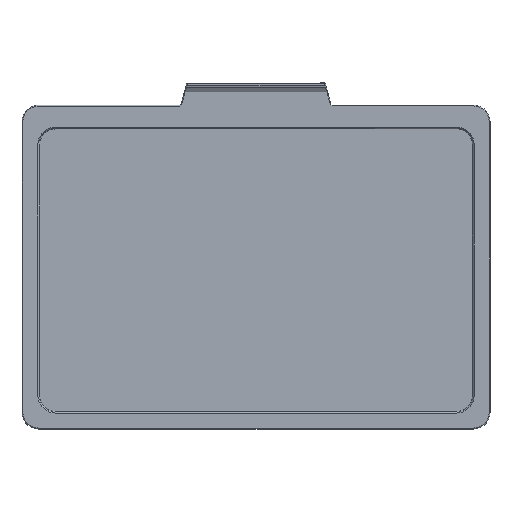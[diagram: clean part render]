
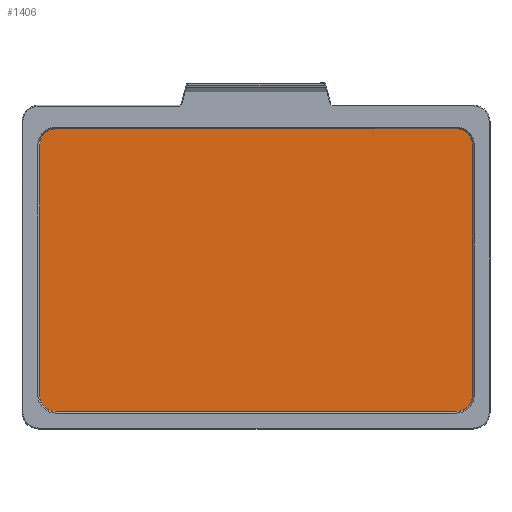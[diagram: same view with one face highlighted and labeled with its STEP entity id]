
A CAD part, top view. The second image highlights one B-rep face of the part: STEP entity #1406.
In plain terms, the highlighted planar face has unit normal (0, 0, 1).
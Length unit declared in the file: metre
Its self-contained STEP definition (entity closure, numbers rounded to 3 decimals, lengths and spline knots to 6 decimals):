
#54=CIRCLE('',#1523,0.00475);
#55=CIRCLE('',#1524,0.00475);
#56=CIRCLE('',#1525,0.00475);
#57=CIRCLE('',#1526,0.00475);
#194=ORIENTED_EDGE('',*,*,#596,.T.);
#195=ORIENTED_EDGE('',*,*,#597,.T.);
#196=ORIENTED_EDGE('',*,*,#598,.T.);
#197=ORIENTED_EDGE('',*,*,#599,.T.);
#198=ORIENTED_EDGE('',*,*,#600,.T.);
#199=ORIENTED_EDGE('',*,*,#601,.T.);
#200=ORIENTED_EDGE('',*,*,#602,.T.);
#201=ORIENTED_EDGE('',*,*,#603,.T.);
#596=EDGE_CURVE('',#794,#795,#54,.T.);
#597=EDGE_CURVE('',#795,#796,#902,.T.);
#598=EDGE_CURVE('',#796,#797,#55,.T.);
#599=EDGE_CURVE('',#797,#798,#903,.T.);
#600=EDGE_CURVE('',#798,#799,#56,.T.);
#601=EDGE_CURVE('',#799,#800,#904,.T.);
#602=EDGE_CURVE('',#800,#801,#57,.T.);
#603=EDGE_CURVE('',#801,#794,#905,.T.);
#794=VERTEX_POINT('',#2274);
#795=VERTEX_POINT('',#2275);
#796=VERTEX_POINT('',#2277);
#797=VERTEX_POINT('',#2279);
#798=VERTEX_POINT('',#2281);
#799=VERTEX_POINT('',#2283);
#800=VERTEX_POINT('',#2285);
#801=VERTEX_POINT('',#2287);
#902=LINE('',#2276,#1070);
#903=LINE('',#2280,#1071);
#904=LINE('',#2284,#1072);
#905=LINE('',#2288,#1073);
#1070=VECTOR('',#1780,1.);
#1071=VECTOR('',#1783,1.);
#1072=VECTOR('',#1786,1.);
#1073=VECTOR('',#1789,1.);
#1158=EDGE_LOOP('',(#194,#195,#196,#197,#198,#199,#200,#201));
#1250=FACE_BOUND('',#1158,.T.);
#1341=PLANE('',#1522);
#1406=ADVANCED_FACE('',(#1250),#1341,.T.);
#1522=AXIS2_PLACEMENT_3D('',#2272,#1776,#1777);
#1523=AXIS2_PLACEMENT_3D('',#2273,#1778,#1779);
#1524=AXIS2_PLACEMENT_3D('',#2278,#1781,#1782);
#1525=AXIS2_PLACEMENT_3D('',#2282,#1784,#1785);
#1526=AXIS2_PLACEMENT_3D('',#2286,#1787,#1788);
#1776=DIRECTION('',(0.,0.,1.));
#1777=DIRECTION('',(1.,0.,0.));
#1778=DIRECTION('',(0.,0.,1.));
#1779=DIRECTION('',(1.,0.,0.));
#1780=DIRECTION('',(0.,-1.,0.));
#1781=DIRECTION('',(0.,0.,1.));
#1782=DIRECTION('',(1.,0.,0.));
#1783=DIRECTION('',(1.,0.,0.));
#1784=DIRECTION('',(0.,0.,1.));
#1785=DIRECTION('',(1.,0.,0.));
#1786=DIRECTION('',(0.,1.,0.));
#1787=DIRECTION('',(0.,0.,1.));
#1788=DIRECTION('',(1.,0.,0.));
#1789=DIRECTION('',(-1.,0.,0.));
#2272=CARTESIAN_POINT('',(0.014109,-0.109623,0.005159));
#2273=CARTESIAN_POINT('',(-0.045891,-0.07506,0.005159));
#2274=CARTESIAN_POINT('',(-0.045893,-0.07031,0.005159));
#2275=CARTESIAN_POINT('',(-0.050641,-0.07506,0.005159));
#2276=CARTESIAN_POINT('',(-0.050641,-0.109623,0.005159));
#2277=CARTESIAN_POINT('',(-0.050641,-0.150063,0.005159));
#2278=CARTESIAN_POINT('',(-0.045891,-0.150063,0.005159));
#2279=CARTESIAN_POINT('',(-0.045891,-0.154813,0.005159));
#2280=CARTESIAN_POINT('',(0.014109,-0.154813,0.005159));
#2281=CARTESIAN_POINT('',(0.074109,-0.154813,0.005159));
#2282=CARTESIAN_POINT('',(0.074109,-0.150063,0.005159));
#2283=CARTESIAN_POINT('',(0.078859,-0.150063,0.005159));
#2284=CARTESIAN_POINT('',(0.078859,-0.075019,0.005159));
#2285=CARTESIAN_POINT('',(0.078859,-0.075019,0.005159));
#2286=CARTESIAN_POINT('',(0.074109,-0.075019,0.005159));
#2287=CARTESIAN_POINT('',(0.074107,-0.070269,0.005159));
#2288=CARTESIAN_POINT('',(0.014095,-0.070289,0.005159));
